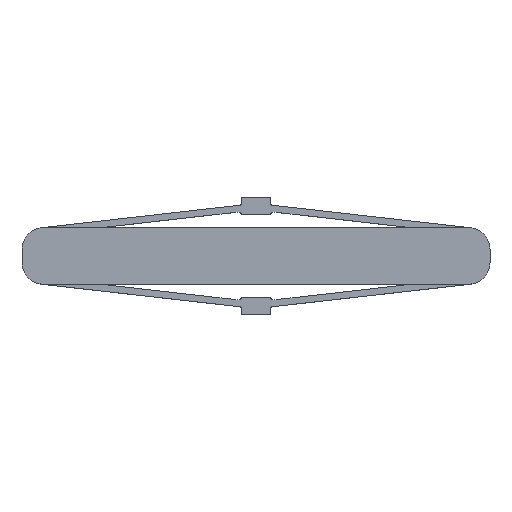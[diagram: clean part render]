
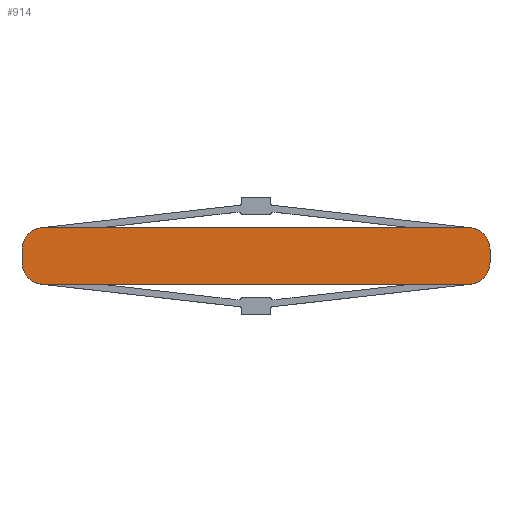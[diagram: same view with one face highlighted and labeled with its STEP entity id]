
A CAD part, top view. The second image highlights one B-rep face of the part: STEP entity #914.
In plain terms, the highlighted planar face has unit normal (0, 0, 1).
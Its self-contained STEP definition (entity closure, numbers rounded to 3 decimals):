
#65 = CARTESIAN_POINT ( 'NONE',  ( -64.552, 8.482, 9.5 ) ) ;
#80 = AXIS2_PLACEMENT_3D ( 'NONE', #1770, #1343, #1202 ) ;
#97 = LINE ( 'NONE', #1236, #324 ) ;
#151 = EDGE_LOOP ( 'NONE', ( #798, #865, #1284, #841, #1436, #1656, #866, #1673 ) ) ;
#159 = CARTESIAN_POINT ( 'NONE',  ( 70.338, 2., 9.5 ) ) ;
#201 = DIRECTION ( 'NONE',  ( 1., 0., 0. ) ) ;
#212 = VERTEX_POINT ( 'NONE', #965 ) ;
#256 = VERTEX_POINT ( 'NONE', #994 ) ;
#261 = CARTESIAN_POINT ( 'NONE',  ( -63.814, 2., 9.5 ) ) ;
#283 = DIRECTION ( 'NONE',  ( 1., 0., 0. ) ) ;
#288 = CARTESIAN_POINT ( 'NONE',  ( 63.814, 2., 9.5 ) ) ;
#302 = EDGE_CURVE ( 'NONE', #1155, #313, #1576, .T. ) ;
#313 = VERTEX_POINT ( 'NONE', #836 ) ;
#324 = VECTOR ( 'NONE', #201, 1000. ) ;
#352 = CIRCLE ( 'NONE', #453, 6.524 ) ;
#383 = CARTESIAN_POINT ( 'NONE',  ( 70.338, -2., 9.5 ) ) ;
#385 = AXIS2_PLACEMENT_3D ( 'NONE', #261, #1385, #814 ) ;
#392 = VECTOR ( 'NONE', #1196, 1000. ) ;
#406 = CARTESIAN_POINT ( 'NONE',  ( -70.338, -2., 9.5 ) ) ;
#423 = EDGE_CURVE ( 'NONE', #1122, #608, #1577, .T. ) ;
#453 = AXIS2_PLACEMENT_3D ( 'NONE', #1410, #1563, #283 ) ;
#515 = VERTEX_POINT ( 'NONE', #1379 ) ;
#527 = LINE ( 'NONE', #383, #1730 ) ;
#597 = CIRCLE ( 'NONE', #794, 6.524 ) ;
#608 = VERTEX_POINT ( 'NONE', #1137 ) ;
#713 = VECTOR ( 'NONE', #1138, 1000. ) ;
#717 = DIRECTION ( 'NONE',  ( 0., 0., 1. ) ) ;
#757 = AXIS2_PLACEMENT_3D ( 'NONE', #1151, #1273, #988 ) ;
#769 = PLANE ( 'NONE',  #80 ) ;
#794 = AXIS2_PLACEMENT_3D ( 'NONE', #288, #717, #1283 ) ;
#798 = ORIENTED_EDGE ( 'NONE', *, *, #423, .T. ) ;
#804 = DIRECTION ( 'NONE',  ( 0., 1., 0. ) ) ;
#814 = DIRECTION ( 'NONE',  ( 1., 0., 0. ) ) ;
#836 = CARTESIAN_POINT ( 'NONE',  ( 70.338, -2., 9.5 ) ) ;
#841 = ORIENTED_EDGE ( 'NONE', *, *, #1528, .T. ) ;
#865 = ORIENTED_EDGE ( 'NONE', *, *, #1268, .T. ) ;
#866 = ORIENTED_EDGE ( 'NONE', *, *, #1290, .T. ) ;
#914 = ADVANCED_FACE ( 'NONE', ( #1336 ), #769, .T. ) ;
#965 = CARTESIAN_POINT ( 'NONE',  ( -70.338, -2., 9.5 ) ) ;
#988 = DIRECTION ( 'NONE',  ( 1., 0., 0. ) ) ;
#994 = CARTESIAN_POINT ( 'NONE',  ( -64.552, -8.482, 9.5 ) ) ;
#1122 = VERTEX_POINT ( 'NONE', #1221 ) ;
#1137 = CARTESIAN_POINT ( 'NONE',  ( -70.338, 2., 9.5 ) ) ;
#1138 = DIRECTION ( 'NONE',  ( 0., -1., 0. ) ) ;
#1151 = CARTESIAN_POINT ( 'NONE',  ( 63.814, -2., 9.5 ) ) ;
#1155 = VERTEX_POINT ( 'NONE', #1538 ) ;
#1196 = DIRECTION ( 'NONE',  ( -1., 0., 0. ) ) ;
#1202 = DIRECTION ( 'NONE',  ( 1., 0., 0. ) ) ;
#1221 = CARTESIAN_POINT ( 'NONE',  ( -64.552, 8.482, 9.5 ) ) ;
#1236 = CARTESIAN_POINT ( 'NONE',  ( -64.552, -8.482, 9.5 ) ) ;
#1248 = EDGE_CURVE ( 'NONE', #212, #256, #352, .T. ) ;
#1268 = EDGE_CURVE ( 'NONE', #608, #212, #1851, .T. ) ;
#1273 = DIRECTION ( 'NONE',  ( 0., 0., 1. ) ) ;
#1283 = DIRECTION ( 'NONE',  ( 1., 0., 0. ) ) ;
#1284 = ORIENTED_EDGE ( 'NONE', *, *, #1248, .T. ) ;
#1290 = EDGE_CURVE ( 'NONE', #1852, #515, #597, .T. ) ;
#1336 = FACE_OUTER_BOUND ( 'NONE', #151, .T. ) ;
#1343 = DIRECTION ( 'NONE',  ( 0., 0., 1. ) ) ;
#1379 = CARTESIAN_POINT ( 'NONE',  ( 64.552, 8.482, 9.5 ) ) ;
#1385 = DIRECTION ( 'NONE',  ( 0., 0., 1. ) ) ;
#1410 = CARTESIAN_POINT ( 'NONE',  ( -63.814, -2., 9.5 ) ) ;
#1436 = ORIENTED_EDGE ( 'NONE', *, *, #302, .T. ) ;
#1506 = EDGE_CURVE ( 'NONE', #313, #1852, #527, .T. ) ;
#1528 = EDGE_CURVE ( 'NONE', #256, #1155, #97, .T. ) ;
#1538 = CARTESIAN_POINT ( 'NONE',  ( 64.552, -8.482, 9.5 ) ) ;
#1563 = DIRECTION ( 'NONE',  ( 0., 0., 1. ) ) ;
#1576 = CIRCLE ( 'NONE', #757, 6.524 ) ;
#1577 = CIRCLE ( 'NONE', #385, 6.524 ) ;
#1584 = EDGE_CURVE ( 'NONE', #515, #1122, #1639, .T. ) ;
#1639 = LINE ( 'NONE', #65, #392 ) ;
#1656 = ORIENTED_EDGE ( 'NONE', *, *, #1506, .T. ) ;
#1673 = ORIENTED_EDGE ( 'NONE', *, *, #1584, .T. ) ;
#1730 = VECTOR ( 'NONE', #804, 1000. ) ;
#1770 = CARTESIAN_POINT ( 'NONE',  ( -63.814, 2., 9.5 ) ) ;
#1851 = LINE ( 'NONE', #406, #713 ) ;
#1852 = VERTEX_POINT ( 'NONE', #159 ) ;
